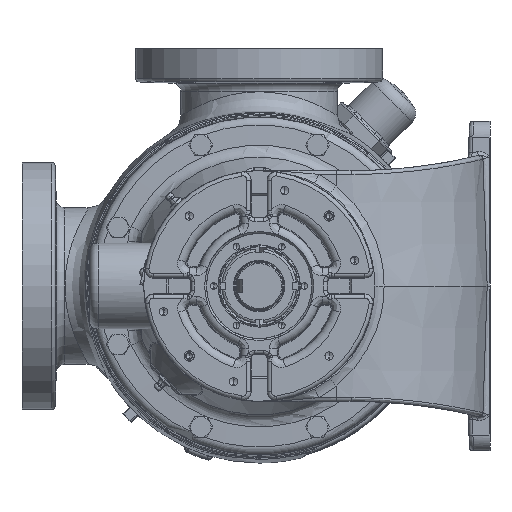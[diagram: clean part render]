
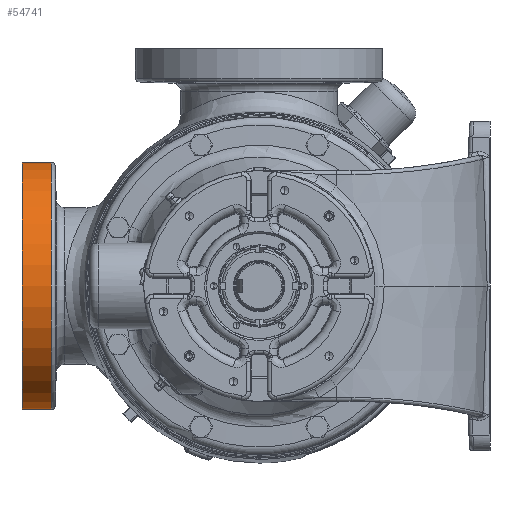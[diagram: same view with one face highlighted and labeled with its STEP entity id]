
A CAD part, left-side view. The second image highlights one B-rep face of the part: STEP entity #54741.
In plain terms, the highlighted cylindrical face has radius 95.25 mm (diameter 190.5 mm), a partial arc.
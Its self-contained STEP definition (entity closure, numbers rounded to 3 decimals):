
#583 = CARTESIAN_POINT ( 'NONE',  ( 114.681, 160.169, 95.25 ) ) ;
#5869 = VERTEX_POINT ( 'NONE', #114157 ) ;
#12310 = VERTEX_POINT ( 'NONE', #68445 ) ;
#18179 = LINE ( 'NONE', #106621, #217777 ) ;
#26849 = EDGE_CURVE ( 'NONE', #132933, #127917, #18179, .T. ) ;
#31801 = AXIS2_PLACEMENT_3D ( 'NONE', #216592, #162173, #199546 ) ;
#32953 = DIRECTION ( 'NONE',  ( 0., 1., 0. ) ) ;
#43056 = CIRCLE ( 'NONE', #79309, 95.25 ) ;
#43629 = DIRECTION ( 'NONE',  ( 0., 0., -1. ) ) ;
#51083 = CYLINDRICAL_SURFACE ( 'NONE', #123406, 95.25 ) ;
#54741 = ADVANCED_FACE ( 'Defeatured_0_397', ( #102141 ), #51083, .T. ) ;
#54950 = ORIENTED_EDGE ( 'NONE', *, *, #75164, .F. ) ;
#61338 = CARTESIAN_POINT ( 'NONE',  ( 114.681, 182.626, 95.25 ) ) ;
#68445 = CARTESIAN_POINT ( 'NONE',  ( 114.681, 182.626, -95.25 ) ) ;
#75164 = EDGE_CURVE ( 'Defeatured_0_369+Defeatured_0_397+Defeatured_0_397+Defeatured_0_397', #12310, #127917, #43056, .T. ) ;
#79309 = AXIS2_PLACEMENT_3D ( 'NONE', #150279, #182043, #43629 ) ;
#80188 = EDGE_LOOP ( 'NONE', ( #95648, #217525, #168225, #54950 ) ) ;
#95648 = ORIENTED_EDGE ( 'NONE', *, *, #175243, .F. ) ;
#102141 = FACE_OUTER_BOUND ( 'NONE', #80188, .T. ) ;
#106621 = CARTESIAN_POINT ( 'NONE',  ( 114.681, 189., 95.25 ) ) ;
#114157 = CARTESIAN_POINT ( 'NONE',  ( 114.681, 160.169, -95.25 ) ) ;
#123406 = AXIS2_PLACEMENT_3D ( 'NONE', #156622, #32953, #189525 ) ;
#127917 = VERTEX_POINT ( 'NONE', #61338 ) ;
#132933 = VERTEX_POINT ( 'NONE', #583 ) ;
#136546 = VECTOR ( 'NONE', #144085, 1000. ) ;
#144085 = DIRECTION ( 'NONE',  ( 0., 1., 0. ) ) ;
#147439 = LINE ( 'NONE', #219726, #136546 ) ;
#150279 = CARTESIAN_POINT ( 'NONE',  ( 114.681, 182.626, 0. ) ) ;
#151929 = EDGE_CURVE ( 'Defeatured_0_397+Defeatured_0_417+Defeatured_0_417+Defeatured_0_417', #5869, #132933, #187632, .T. ) ;
#156622 = CARTESIAN_POINT ( 'NONE',  ( 114.681, 189., 0. ) ) ;
#162173 = DIRECTION ( 'NONE',  ( 0., 1., 0. ) ) ;
#168225 = ORIENTED_EDGE ( 'NONE', *, *, #26849, .T. ) ;
#175243 = EDGE_CURVE ( 'NONE', #5869, #12310, #147439, .T. ) ;
#182043 = DIRECTION ( 'NONE',  ( 0., 1., 0. ) ) ;
#187632 = CIRCLE ( 'NONE', #31801, 95.25 ) ;
#189525 = DIRECTION ( 'NONE',  ( 0., 0., 1. ) ) ;
#199546 = DIRECTION ( 'NONE',  ( 0., 0., -1. ) ) ;
#211002 = DIRECTION ( 'NONE',  ( 0., 1., 0. ) ) ;
#216592 = CARTESIAN_POINT ( 'NONE',  ( 114.681, 160.169, 0. ) ) ;
#217525 = ORIENTED_EDGE ( 'NONE', *, *, #151929, .T. ) ;
#217777 = VECTOR ( 'NONE', #211002, 1000. ) ;
#219726 = CARTESIAN_POINT ( 'NONE',  ( 114.681, 189., -95.25 ) ) ;
